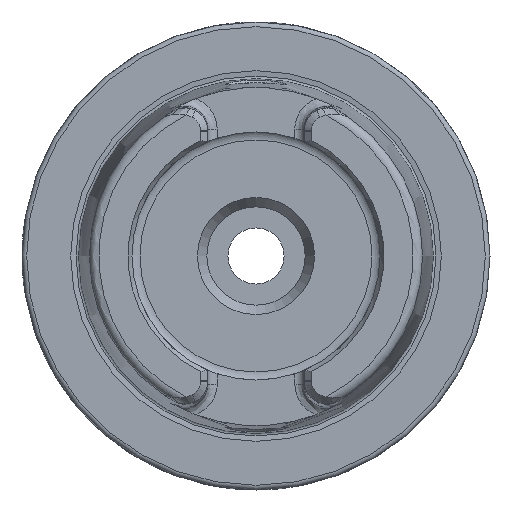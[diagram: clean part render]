
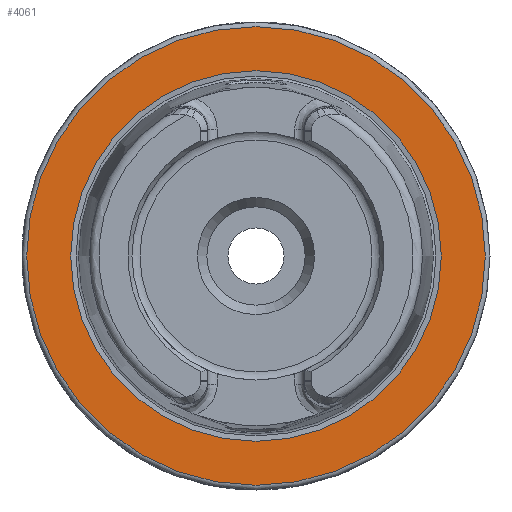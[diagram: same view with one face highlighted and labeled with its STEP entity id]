
A CAD part, left-side view. The second image highlights one B-rep face of the part: STEP entity #4061.
In plain terms, the highlighted planar face has unit normal (-1, 0, 0).
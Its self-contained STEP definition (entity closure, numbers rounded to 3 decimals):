
#308=FACE_BOUND('',#803,.T.);
#374=PLANE('',#4424);
#566=FACE_OUTER_BOUND('',#802,.T.);
#802=EDGE_LOOP('',(#3542,#3543));
#803=EDGE_LOOP('',(#3544,#3545));
#1477=CIRCLE('',#4422,39.587);
#1478=CIRCLE('',#4423,39.587);
#1479=CIRCLE('',#4425,49.);
#1480=CIRCLE('',#4426,49.);
#1861=VERTEX_POINT('',#9956);
#1862=VERTEX_POINT('',#9958);
#1863=VERTEX_POINT('',#9962);
#1864=VERTEX_POINT('',#9963);
#2445=EDGE_CURVE('',#1862,#1861,#1477,.T.);
#2446=EDGE_CURVE('',#1861,#1862,#1478,.T.);
#2447=EDGE_CURVE('',#1863,#1864,#1479,.T.);
#2448=EDGE_CURVE('',#1864,#1863,#1480,.T.);
#3542=ORIENTED_EDGE('',*,*,#2447,.F.);
#3543=ORIENTED_EDGE('',*,*,#2448,.F.);
#3544=ORIENTED_EDGE('',*,*,#2445,.T.);
#3545=ORIENTED_EDGE('',*,*,#2446,.T.);
#4061=ADVANCED_FACE('',(#566,#308),#374,.T.);
#4422=AXIS2_PLACEMENT_3D('',#9959,#5272,#5273);
#4423=AXIS2_PLACEMENT_3D('',#9960,#5274,#5275);
#4424=AXIS2_PLACEMENT_3D('',#9961,#5276,#5277);
#4425=AXIS2_PLACEMENT_3D('',#9964,#5278,#5279);
#4426=AXIS2_PLACEMENT_3D('',#9965,#5280,#5281);
#5272=DIRECTION('center_axis',(1.,0.,0.));
#5273=DIRECTION('ref_axis',(0.,0.,-1.));
#5274=DIRECTION('center_axis',(1.,0.,0.));
#5275=DIRECTION('ref_axis',(0.,0.,-1.));
#5276=DIRECTION('center_axis',(-1.,0.,0.));
#5277=DIRECTION('ref_axis',(0.,0.,1.));
#5278=DIRECTION('center_axis',(1.,0.,0.));
#5279=DIRECTION('ref_axis',(0.,0.,-1.));
#5280=DIRECTION('center_axis',(1.,0.,0.));
#5281=DIRECTION('ref_axis',(0.,0.,-1.));
#9956=CARTESIAN_POINT('',(0.,-39.587,0.));
#9958=CARTESIAN_POINT('',(0.,39.587,0.));
#9959=CARTESIAN_POINT('Origin',(0.,0.,0.));
#9960=CARTESIAN_POINT('Origin',(0.,0.,0.));
#9961=CARTESIAN_POINT('Origin',(0.,49.,
0.));
#9962=CARTESIAN_POINT('',(0.,49.,0.));
#9963=CARTESIAN_POINT('',(0.,0.,49.));
#9964=CARTESIAN_POINT('Origin',(0.,0.,0.));
#9965=CARTESIAN_POINT('Origin',(0.,0.,0.));
